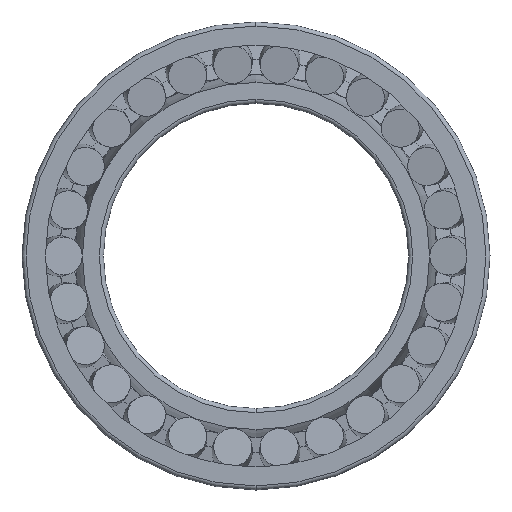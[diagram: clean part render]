
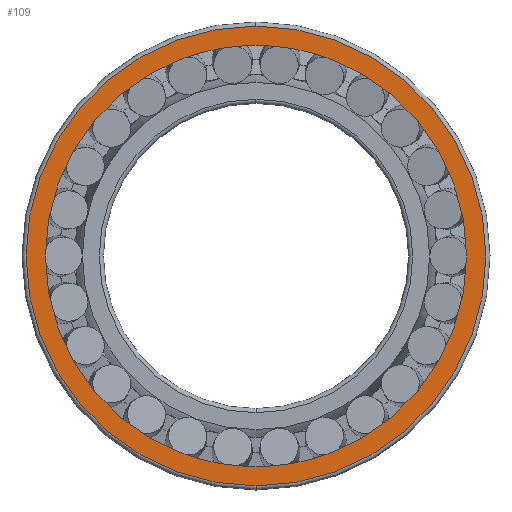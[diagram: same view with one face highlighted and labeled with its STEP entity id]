
A CAD part, left-side view. The second image highlights one B-rep face of the part: STEP entity #109.
In plain terms, the highlighted planar face has unit normal (-1, 0, 0).
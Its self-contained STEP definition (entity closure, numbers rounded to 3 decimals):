
#109=ADVANCED_FACE('',(#515,#516),#517,.T.);
#515=FACE_OUTER_BOUND('',#1346,.T.);
#516=FACE_BOUND('',#1347,.T.);
#517=PLANE('',#1348);
#1346=EDGE_LOOP('',(#2424,#2425,#2426));
#1347=EDGE_LOOP('',(#2427,#2428,#2429));
#1348=AXIS2_PLACEMENT_3D('',#2430,#2431,#2432);
#2424=ORIENTED_EDGE('',*,*,#5152,.F.);
#2425=ORIENTED_EDGE('',*,*,#5151,.F.);
#2426=ORIENTED_EDGE('',*,*,#5193,.F.);
#2427=ORIENTED_EDGE('',*,*,#5197,.T.);
#2428=ORIENTED_EDGE('',*,*,#5130,.T.);
#2429=ORIENTED_EDGE('',*,*,#5198,.T.);
#2430=CARTESIAN_POINT('',(0.,216.5,0.0));
#2431=DIRECTION('',(-1.0,0.,0.0));
#2432=DIRECTION('',(0.,-1.0,0.0));
#5130=EDGE_CURVE('',#6118,#6115,#6119,.T.);
#5151=EDGE_CURVE('',#6157,#6160,#6161,.T.);
#5152=EDGE_CURVE('',#6160,#6162,#6163,.T.);
#5193=EDGE_CURVE('',#6162,#6157,#6220,.T.);
#5197=EDGE_CURVE('',#6225,#6118,#6226,.T.);
#5198=EDGE_CURVE('',#6115,#6225,#6227,.T.);
#6115=VERTEX_POINT('',#7780);
#6118=VERTEX_POINT('',#7783);
#6119=CIRCLE('',#7784,207.0);
#6157=VERTEX_POINT('',#7824);
#6160=VERTEX_POINT('',#7827);
#6161=CIRCLE('',#7828,226.0);
#6162=VERTEX_POINT('',#7829);
#6163=CIRCLE('',#7830,226.0);
#6220=CIRCLE('',#8101,226.0);
#6225=VERTEX_POINT('',#8106);
#6226=CIRCLE('',#8107,207.0);
#6227=CIRCLE('',#8108,207.0);
#7780=CARTESIAN_POINT('',(0.,0.,-207.0));
#7783=CARTESIAN_POINT('',(0.,0.,207.0));
#7784=AXIS2_PLACEMENT_3D('',#16560,#16561,#16562);
#7824=CARTESIAN_POINT('',(0.0,0.,-226.0));
#7827=CARTESIAN_POINT('',(0.0,226.0,0.0));
#7828=AXIS2_PLACEMENT_3D('',#16619,#16620,#16621);
#7829=CARTESIAN_POINT('',(0.0,0.,226.0));
#7830=AXIS2_PLACEMENT_3D('',#16622,#16623,#16624);
#8101=AXIS2_PLACEMENT_3D('',#16692,#16693,#16694);
#8106=CARTESIAN_POINT('',(0.,207.0,0.0));
#8107=AXIS2_PLACEMENT_3D('',#16704,#16705,#16706);
#8108=AXIS2_PLACEMENT_3D('',#16707,#16708,#16709);
#16560=CARTESIAN_POINT('',(0.,0.0,0.0));
#16561=DIRECTION('',(1.0,0.0,0.0));
#16562=DIRECTION('',(0.0,1.0,0.0));
#16619=CARTESIAN_POINT('',(0.0,0.0,0.0));
#16620=DIRECTION('',(1.0,0.0,0.0));
#16621=DIRECTION('',(0.0,1.0,0.0));
#16622=CARTESIAN_POINT('',(0.0,0.0,0.0));
#16623=DIRECTION('',(1.0,0.0,0.0));
#16624=DIRECTION('',(0.0,1.0,0.0));
#16692=CARTESIAN_POINT('',(0.0,0.0,0.0));
#16693=DIRECTION('',(1.0,0.0,0.0));
#16694=DIRECTION('',(0.0,1.0,0.0));
#16704=CARTESIAN_POINT('',(0.,0.0,0.0));
#16705=DIRECTION('',(1.0,0.0,0.0));
#16706=DIRECTION('',(0.0,1.0,0.0));
#16707=CARTESIAN_POINT('',(0.,0.0,0.0));
#16708=DIRECTION('',(1.0,0.0,0.0));
#16709=DIRECTION('',(0.0,1.0,0.0));
